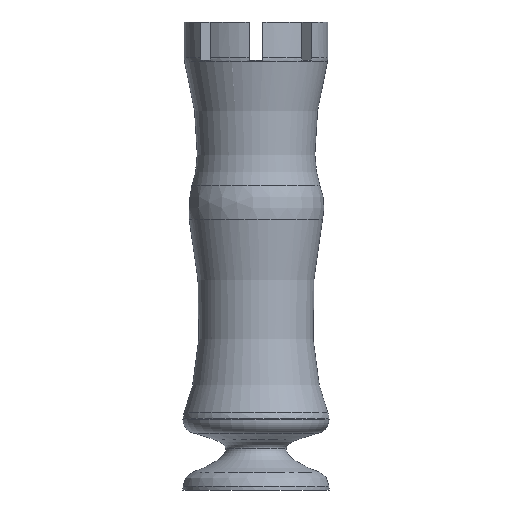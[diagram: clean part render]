
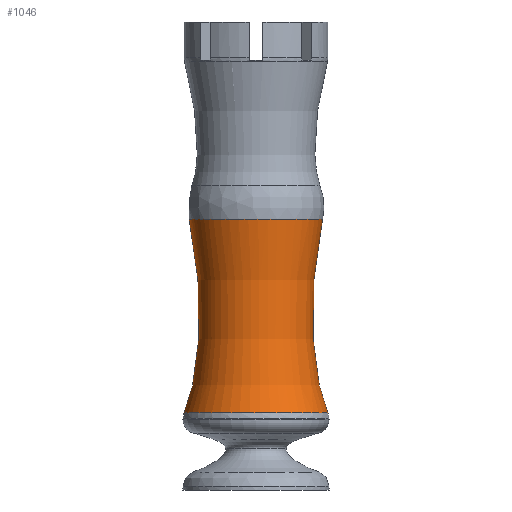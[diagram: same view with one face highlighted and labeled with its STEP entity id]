
A CAD part, left-side view. The second image highlights one B-rep face of the part: STEP entity #1046.
In plain terms, the highlighted face is a revolution surface.
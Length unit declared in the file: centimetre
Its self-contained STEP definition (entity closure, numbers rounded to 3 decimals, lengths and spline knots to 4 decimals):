
#187=ELLIPSE('',#457,14.6454,5.1748);
#191=(
BOUNDED_CURVE()
B_SPLINE_CURVE(2,(#1319,#1320,#1321,#1322,#1323,#1324,#1325,#1326,#1327),
 .UNSPECIFIED.,.T.,.U.)
B_SPLINE_CURVE_WITH_KNOTS((3,2,2,2,3),(0.,1.5708,3.1416,
4.7124,6.2832),.UNSPECIFIED.)
CURVE()
GEOMETRIC_REPRESENTATION_ITEM()
RATIONAL_B_SPLINE_CURVE((1.,0.707,1.,0.707,1.,0.707,
1.,0.707,1.))
REPRESENTATION_ITEM('')
);
#195=AXIS1_PLACEMENT('',#1318,#334);
#199=SURFACE_OF_REVOLUTION('',#191,#195);
#202=B_SPLINE_CURVE_WITH_KNOTS('',3,(#1245,#1246,#1247,#1248,#1249,#1250,
#1251,#1252,#1253,#1254,#1255,#1256,#1257,#1258,#1259,#1260,#1261,#1262),
 .UNSPECIFIED.,.T.,.U.,(4,2,2,2,2,2,2,2,4),(0.,0.3018,0.7847,
1.3787,2.1349,3.0906,4.1458,5.2091,
6.2832),.UNSPECIFIED.);
#205=B_SPLINE_CURVE_WITH_KNOTS('',3,(#1330,#1331,#1332,#1333,#1334,#1335,
#1336,#1337,#1338,#1339,#1340,#1341,#1342,#1343,#1344,#1345,#1346,#1347,
#1348,#1349,#1350,#1351,#1352,#1353,#1354),.UNSPECIFIED.,.T.,.U.,(4,3,3,
3,3,3,3,3,4),(0.,0.3018,0.7847,1.4892,2.4964,
3.5418,4.573,5.613,6.2832),
 .UNSPECIFIED.);
#237=VERTEX_POINT('',#1244);
#239=VERTEX_POINT('',#1329);
#334=DIRECTION('',(0.,0.,1.));
#335=DIRECTION('',(0.,-1.,0.));
#336=DIRECTION('',(-1.535,0.,-14.565));
#457=AXIS2_PLACEMENT_3D('',#1328,#335,#336);
#506=EDGE_CURVE('',#237,#237,#202,.T.);
#510=EDGE_CURVE('',#237,#239,#187,.T.);
#511=EDGE_CURVE('',#239,#239,#205,.T.);
#654=ORIENTED_EDGE('',*,*,#506,.F.);
#655=ORIENTED_EDGE('',*,*,#510,.T.);
#656=ORIENTED_EDGE('',*,*,#511,.F.);
#657=ORIENTED_EDGE('',*,*,#510,.F.);
#930=EDGE_LOOP('',(#654,#655,#656,#657));
#988=FACE_BOUND('',#930,.T.);
#1046=ADVANCED_FACE('',(#988),#199,.T.);
#1244=CARTESIAN_POINT('',(5.802,0.,23.5078));
#1245=CARTESIAN_POINT('',(5.802,0.,23.5078));
#1246=CARTESIAN_POINT('',(5.802,0.5802,23.5078));
#1247=CARTESIAN_POINT('',(5.713,1.1689,23.5078));
#1248=CARTESIAN_POINT('',(5.2611,2.6186,23.5078));
#1249=CARTESIAN_POINT('',(4.7611,3.4435,23.5078));
#1250=CARTESIAN_POINT('',(3.2972,4.9089,23.5078));
#1251=CARTESIAN_POINT('',(2.2368,5.4762,23.5078));
#1252=CARTESIAN_POINT('',(-0.3356,5.9753,23.5078));
#1253=CARTESIAN_POINT('',(-1.8653,5.6867,23.5078));
#1254=CARTESIAN_POINT('',(-4.6721,3.9084,23.5078));
#1255=CARTESIAN_POINT('',(-5.7029,2.1284,23.5078));
#1256=CARTESIAN_POINT('',(-5.8962,-1.7406,23.5078));
#1257=CARTESIAN_POINT('',(-4.8354,-3.8039,23.5078));
#1258=CARTESIAN_POINT('',(-1.366,-6.0041,23.5078));
#1259=CARTESIAN_POINT('',(0.9604,-6.0824,23.5078));
#1260=CARTESIAN_POINT('',(4.6025,-4.1013,23.5078));
#1261=CARTESIAN_POINT('',(5.802,-2.0647,23.5078));
#1262=CARTESIAN_POINT('',(5.802,0.,23.5078));
#1318=CARTESIAN_POINT('',(0.,0.,4.2063));
#1319=CARTESIAN_POINT('',(8.7481,0.,4.2063));
#1320=CARTESIAN_POINT('',(3.6018,0.,4.7487));
#1321=CARTESIAN_POINT('',(5.137,0.,19.3134));
#1322=CARTESIAN_POINT('',(6.6721,0.,33.8781));
#1323=CARTESIAN_POINT('',(11.8184,0.,33.3357));
#1324=CARTESIAN_POINT('',(16.9647,0.,32.7933));
#1325=CARTESIAN_POINT('',(15.4295,0.,18.2286));
#1326=CARTESIAN_POINT('',(13.8944,0.,3.6639));
#1327=CARTESIAN_POINT('',(8.7481,0.,4.2063));
#1328=CARTESIAN_POINT('',(10.2833,0.,18.771));
#1329=CARTESIAN_POINT('',(6.246,0.,6.7258));
#1330=CARTESIAN_POINT('',(6.246,0.,6.7258));
#1331=CARTESIAN_POINT('',(6.246,-0.6246,6.7258));
#1332=CARTESIAN_POINT('',(6.1515,-1.251,6.7258));
#1333=CARTESIAN_POINT('',(5.966,-1.8493,6.7258));
#1334=CARTESIAN_POINT('',(5.6693,-2.8066,6.7258));
#1335=CARTESIAN_POINT('',(5.1341,-3.6961,6.7258));
#1336=CARTESIAN_POINT('',(4.4261,-4.4071,6.7258));
#1337=CARTESIAN_POINT('',(3.3932,-5.4445,6.7258));
#1338=CARTESIAN_POINT('',(1.9818,-6.103,6.7258));
#1339=CARTESIAN_POINT('',(0.5169,-6.2246,6.7258));
#1340=CARTESIAN_POINT('',(-1.5774,-6.3985,6.7258));
#1341=CARTESIAN_POINT('',(-3.72,-5.4392,6.7258));
#1342=CARTESIAN_POINT('',(-4.9852,-3.7631,6.7258));
#1343=CARTESIAN_POINT('',(-6.2985,-2.0233,6.7258));
#1344=CARTESIAN_POINT('',(-6.597,0.433,6.7258));
#1345=CARTESIAN_POINT('',(-5.7543,2.4291,6.7258));
#1346=CARTESIAN_POINT('',(-4.9232,4.3981,6.7258));
#1347=CARTESIAN_POINT('',(-3.0029,5.885,6.7258));
#1348=CARTESIAN_POINT('',(-0.8703,6.1851,6.7258));
#1349=CARTESIAN_POINT('',(1.2806,6.4878,6.7258));
#1350=CARTESIAN_POINT('',(3.5456,5.5808,6.7258));
#1351=CARTESIAN_POINT('',(4.8934,3.8817,6.7258));
#1352=CARTESIAN_POINT('',(5.762,2.7868,6.7258));
#1353=CARTESIAN_POINT('',(6.246,1.387,6.7258));
#1354=CARTESIAN_POINT('',(6.246,0.,6.7258));
